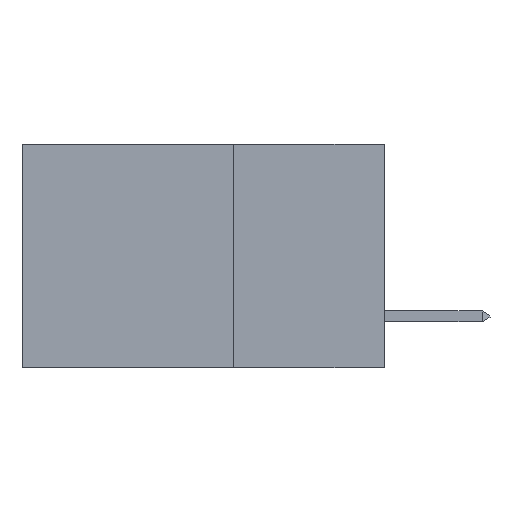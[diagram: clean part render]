
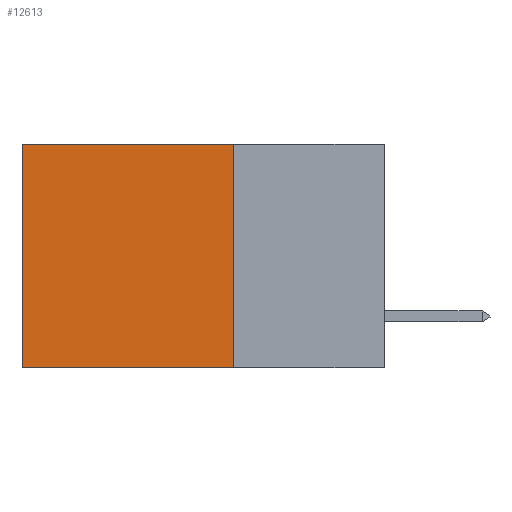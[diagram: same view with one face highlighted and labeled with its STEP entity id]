
A CAD part, left-side view. The second image highlights one B-rep face of the part: STEP entity #12613.
In plain terms, the highlighted planar face has unit normal (-1, 0, 0).
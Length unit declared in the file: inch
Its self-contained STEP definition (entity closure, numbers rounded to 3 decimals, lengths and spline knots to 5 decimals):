
#170 = DIRECTION ( 'NONE',  ( 0., 0., -1. ) ) ;
#400 = CARTESIAN_POINT ( 'NONE',  ( 0.2875, 0.25, 0. ) ) ;
#488 = EDGE_LOOP ( 'NONE', ( #5674, #9738, #10011, #10873 ) ) ;
#721 = DIRECTION ( 'NONE',  ( 0., 0., -1. ) ) ;
#1128 = VECTOR ( 'NONE', #11860, 39.37008 ) ;
#1176 = CARTESIAN_POINT ( 'NONE',  ( 0.2875, 0.25, 0. ) ) ;
#2320 = LINE ( 'NONE', #11977, #4703 ) ;
#2584 = CARTESIAN_POINT ( 'NONE',  ( 0.2875, 0.25, -0.37 ) ) ;
#2610 = EDGE_CURVE ( 'NONE', #8740, #10031, #6690, .T. ) ;
#3840 = CARTESIAN_POINT ( 'NONE',  ( 0.2875, 0.6, -0.37 ) ) ;
#3990 = VECTOR ( 'NONE', #6147, 39.37008 ) ;
#4703 = VECTOR ( 'NONE', #6995, 39.37008 ) ;
#5071 = EDGE_CURVE ( 'NONE', #9662, #8740, #5831, .T. ) ;
#5076 = VERTEX_POINT ( 'NONE', #11545 ) ;
#5511 = VECTOR ( 'NONE', #721, 39.37008 ) ;
#5674 = ORIENTED_EDGE ( 'NONE', *, *, #6484, .T. ) ;
#5803 = CARTESIAN_POINT ( 'NONE',  ( 0.2875, 0.6, 0. ) ) ;
#5831 = LINE ( 'NONE', #400, #5511 ) ;
#6147 = DIRECTION ( 'NONE',  ( 0., 1., 0. ) ) ;
#6163 = CARTESIAN_POINT ( 'NONE',  ( 0.2875, 0.25, -0.37 ) ) ;
#6366 = DIRECTION ( 'NONE',  ( 1., 0., 0. ) ) ;
#6484 = EDGE_CURVE ( 'NONE', #5076, #10031, #8940, .T. ) ;
#6579 = EDGE_CURVE ( 'NONE', #9662, #5076, #2320, .T. ) ;
#6690 = LINE ( 'NONE', #6163, #3990 ) ;
#6995 = DIRECTION ( 'NONE',  ( 0., 1., 0. ) ) ;
#7901 = AXIS2_PLACEMENT_3D ( 'NONE', #12357, #6366, #170 ) ;
#8740 = VERTEX_POINT ( 'NONE', #2584 ) ;
#8940 = LINE ( 'NONE', #5803, #1128 ) ;
#9662 = VERTEX_POINT ( 'NONE', #1176 ) ;
#9738 = ORIENTED_EDGE ( 'NONE', *, *, #2610, .F. ) ;
#10011 = ORIENTED_EDGE ( 'NONE', *, *, #5071, .F. ) ;
#10031 = VERTEX_POINT ( 'NONE', #3840 ) ;
#10349 = PLANE ( 'NONE',  #7901 ) ;
#10873 = ORIENTED_EDGE ( 'NONE', *, *, #6579, .T. ) ;
#11545 = CARTESIAN_POINT ( 'NONE',  ( 0.2875, 0.6, 0. ) ) ;
#11825 = FACE_OUTER_BOUND ( 'NONE', #488, .T. ) ;
#11860 = DIRECTION ( 'NONE',  ( 0., 0., -1. ) ) ;
#11977 = CARTESIAN_POINT ( 'NONE',  ( 0.2875, 0.25, 0. ) ) ;
#12357 = CARTESIAN_POINT ( 'NONE',  ( 0.2875, 0.25, 0. ) ) ;
#12613 = ADVANCED_FACE ( 'NONE', ( #11825 ), #10349, .F. ) ;
